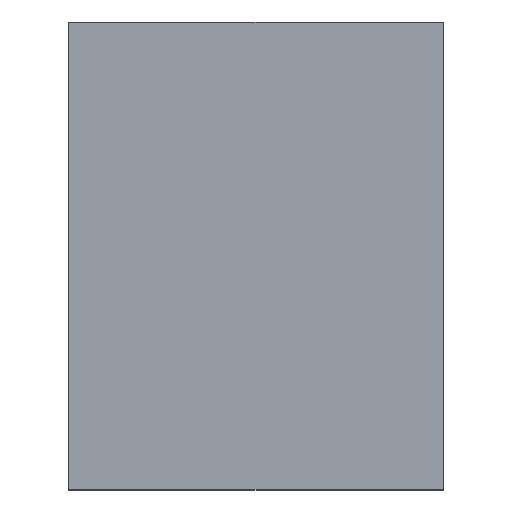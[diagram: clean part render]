
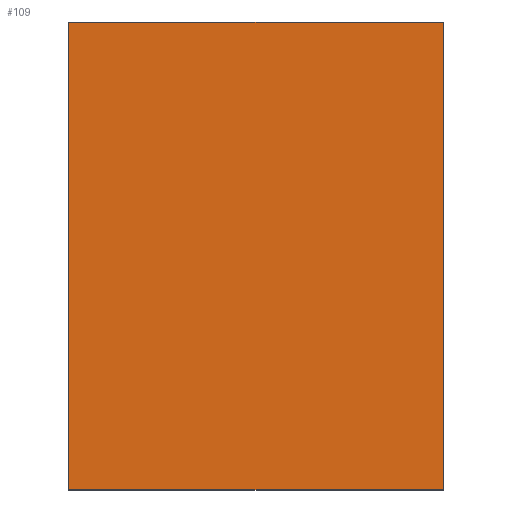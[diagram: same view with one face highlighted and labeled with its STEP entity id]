
A CAD part, top view. The second image highlights one B-rep face of the part: STEP entity #109.
In plain terms, the highlighted planar face has unit normal (0, 0, 1).
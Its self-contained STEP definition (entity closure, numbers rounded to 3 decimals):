
#23=FACE_OUTER_BOUND($,#29,.T.);
#29=EDGE_LOOP($,(#94,#95,#96,#97));
#30=LINE($,#149,#42);
#34=LINE($,#157,#46);
#37=LINE($,#163,#49);
#40=LINE($,#168,#52);
#42=VECTOR($,#123,2.625);
#46=VECTOR($,#129,2.1);
#49=VECTOR($,#134,2.625);
#52=VECTOR($,#139,2.1);
#54=VERTEX_POINT($,#147);
#55=VERTEX_POINT($,#148);
#58=VERTEX_POINT($,#156);
#60=VERTEX_POINT($,#162);
#62=EDGE_CURVE($,#54,#55,#30,.T.);
#66=EDGE_CURVE($,#58,#54,#34,.T.);
#69=EDGE_CURVE($,#60,#58,#37,.T.);
#72=EDGE_CURVE($,#55,#60,#40,.T.);
#94=ORIENTED_EDGE($,*,*,#72,.F.);
#95=ORIENTED_EDGE($,*,*,#62,.F.);
#96=ORIENTED_EDGE($,*,*,#66,.F.);
#97=ORIENTED_EDGE($,*,*,#69,.F.);
#103=PLANE($,#118);
#109=ADVANCED_FACE($,(#23),#103,.T.);
#118=AXIS2_PLACEMENT_3D($,#171,#143,#144);
#123=DIRECTION($,(0.,1.,0.));
#129=DIRECTION($,(-1.,0.,0.));
#134=DIRECTION($,(0.,-1.,0.));
#139=DIRECTION($,(1.,0.,0.));
#143=DIRECTION('center_axis',(0.,0.,1.));
#144=DIRECTION('ref_axis',(1.,0.,0.));
#147=CARTESIAN_POINT('',(-1.05,-1.313,1.));
#148=CARTESIAN_POINT('',(-1.05,1.313,1.));
#149=CARTESIAN_POINT($,(-1.05,-1.313,1.));
#156=CARTESIAN_POINT('',(1.05,-1.313,1.));
#157=CARTESIAN_POINT($,(1.05,-1.313,1.));
#162=CARTESIAN_POINT('',(1.05,1.313,1.));
#163=CARTESIAN_POINT($,(1.05,1.313,1.));
#168=CARTESIAN_POINT($,(-1.05,1.313,1.));
#171=CARTESIAN_POINT('Origin',(0.,0.,
1.));
